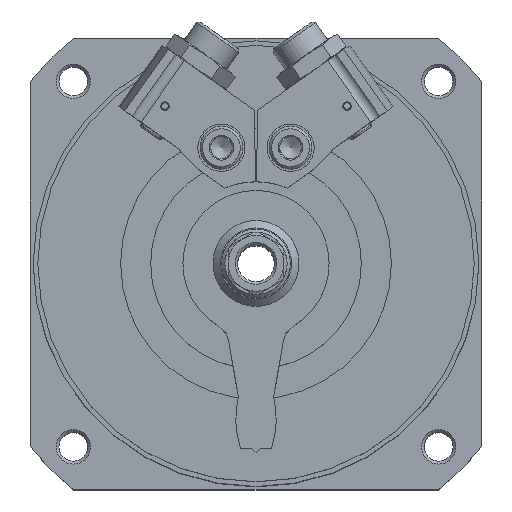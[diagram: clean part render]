
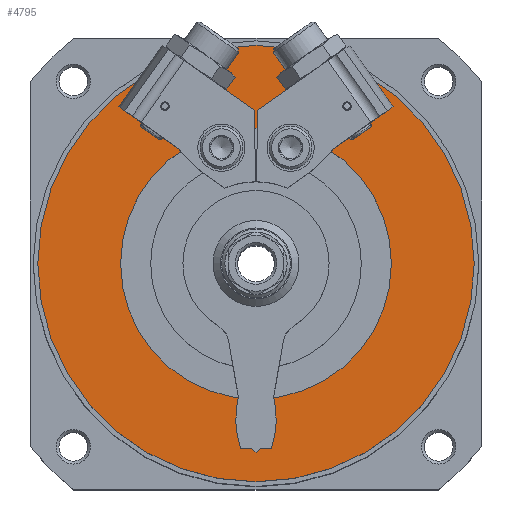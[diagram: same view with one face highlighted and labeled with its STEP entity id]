
A CAD part, top view. The second image highlights one B-rep face of the part: STEP entity #4795.
In plain terms, the highlighted face is planar.
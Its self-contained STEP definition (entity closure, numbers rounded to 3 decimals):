
#199=PLANE('',#5280);
#972=ORIENTED_EDGE('',*,*,#2186,.F.);
#973=ORIENTED_EDGE('',*,*,#2187,.T.);
#2186=EDGE_CURVE('',#2805,#2805,#3269,.T.);
#2187=EDGE_CURVE('',#2806,#2806,#3270,.T.);
#2805=VERTEX_POINT('',#7713);
#2806=VERTEX_POINT('',#7715);
#3269=CIRCLE('',#5281,50.75);
#3270=CIRCLE('',#5282,31.5);
#3623=EDGE_LOOP('',(#972));
#3624=EDGE_LOOP('',(#973));
#4164=FACE_BOUND('',#3623,.T.);
#4165=FACE_BOUND('',#3624,.T.);
#4795=ADVANCED_FACE('',(#4164,#4165),#199,.F.);
#5280=AXIS2_PLACEMENT_3D('',#7711,#6056,#6057);
#5281=AXIS2_PLACEMENT_3D('',#7712,#6058,#6059);
#5282=AXIS2_PLACEMENT_3D('',#7714,#6060,#6061);
#6056=DIRECTION('',(1.,0.,0.));
#6057=DIRECTION('',(0.,0.,-1.));
#6058=DIRECTION('',(1.,0.,0.));
#6059=DIRECTION('',(0.,0.,-1.));
#6060=DIRECTION('',(1.,0.,0.));
#6061=DIRECTION('',(0.,0.,-1.));
#7711=CARTESIAN_POINT('',(-93.,0.,0.));
#7712=CARTESIAN_POINT('',(-93.,0.,0.));
#7713=CARTESIAN_POINT('',(-93.,0.,-50.75));
#7714=CARTESIAN_POINT('',(-93.,0.,0.));
#7715=CARTESIAN_POINT('',(-93.,0.,-31.5));
